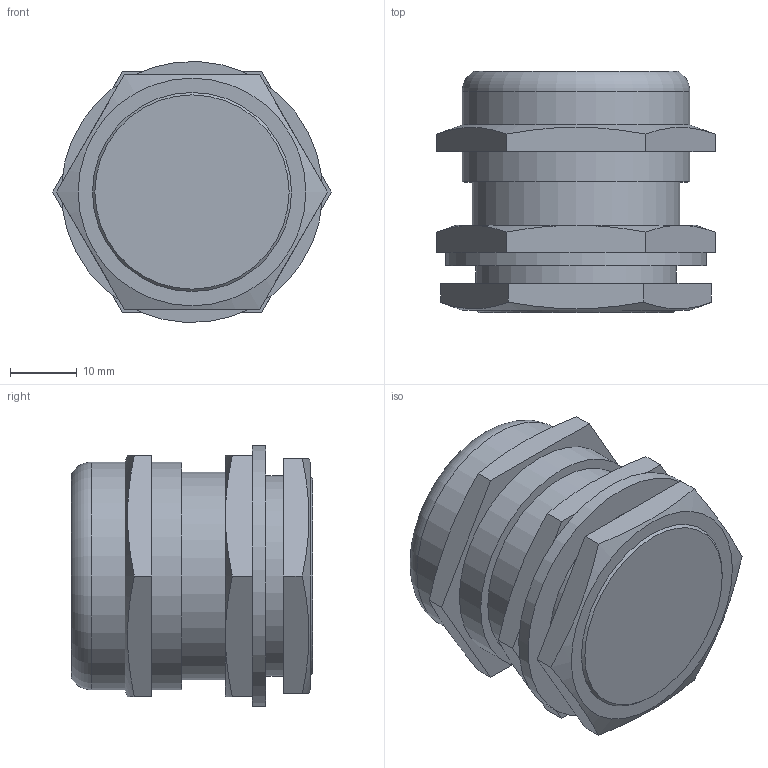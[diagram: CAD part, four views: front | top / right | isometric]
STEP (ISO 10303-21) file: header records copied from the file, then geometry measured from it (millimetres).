
FILE_DESCRIPTION(/* description */ (''),/* implementation_level */ '2;1');
FILE_NAME(/* name */ 'Сборка М30 S36.stp',/* time_stamp */ '2016-07-05T11:59:20+06:00',/* author */ ('zeta-09'),/* organization */ (''),/* preprocessor_version */ 'ST-DEVELOPER v15.6',/* originating_system */ 'Autodesk Inventor 2015',/* authorisation */ '');
FILE_SCHEMA (('AUTOMOTIVE_DESIGN { 1 0 10303 214 3 1 1 }'));
Length unit declared in the file: centimetre
Products named in the file (1): Сборка М30 S36
Bounding box: 41.57 x 36 x 38.95 mm (x, y, z)
Volume: 33377.2 mm3; surface area: 8816.3 mm2
Topology: 1 solids, 1 shells, 48 faces, 100 edges, 64 vertices
Faces by surface type: plane 30, cone 9, cylinder 8, torus 1
Full cylindrical faces by diameter (mm): 22.5 x1, 28 x1, 29 x1, 30 x1, 31 x1, 34 x2, 39 x1
Entity records: 1235 total; most frequent: CARTESIAN_POINT 245, DIRECTION 186, ORIENTED_EDGE 172, EDGE_CURVE 86, AXIS2_PLACEMENT_3D 75, EDGE_LOOP 70, VERTEX_POINT 62, FACE_OUTER_BOUND 48
